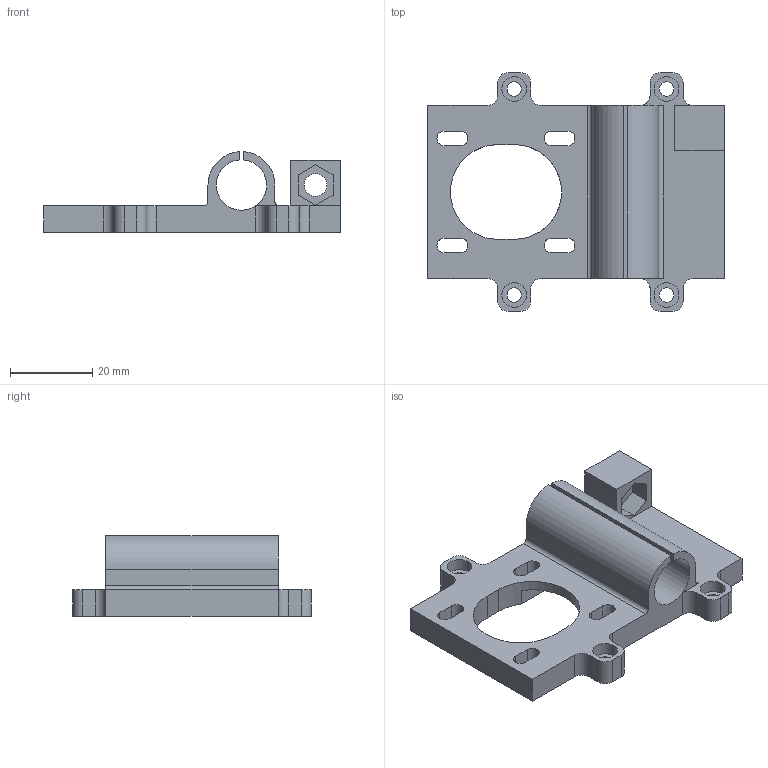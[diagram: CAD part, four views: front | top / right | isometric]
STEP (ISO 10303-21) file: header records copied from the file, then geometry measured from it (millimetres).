
FILE_DESCRIPTION (( 'STEP AP203' ), '1' );
FILE_NAME ('x_motor split_a.STEP', '2013-06-24T14:51:42', ( 'LVG' ), ( 'MouseComputer PC' ), 'SwSTEP 2.0', 'SolidWorks 2013', '' );
FILE_SCHEMA (( 'CONFIG_CONTROL_DESIGN' ));
Length unit declared in the file: millimetre
Products named in the file (1): x_motor split_a
Bounding box: 72 x 58 x 19.61 mm (x, y, z)
Volume: 16401.2 mm3; surface area: 12212.1 mm2
Topology: 1 solids, 1 shells, 116 faces, 326 edges, 216 vertices
Faces by surface type: plane 58, cylinder 56, bspline 2
Entity records: 3935 total; most frequent: CARTESIAN_POINT 717, DIRECTION 670, ORIENTED_EDGE 652, EDGE_CURVE 326, AXIS2_PLACEMENT_3D 233, VERTEX_POINT 216, VECTOR 204, LINE 204
